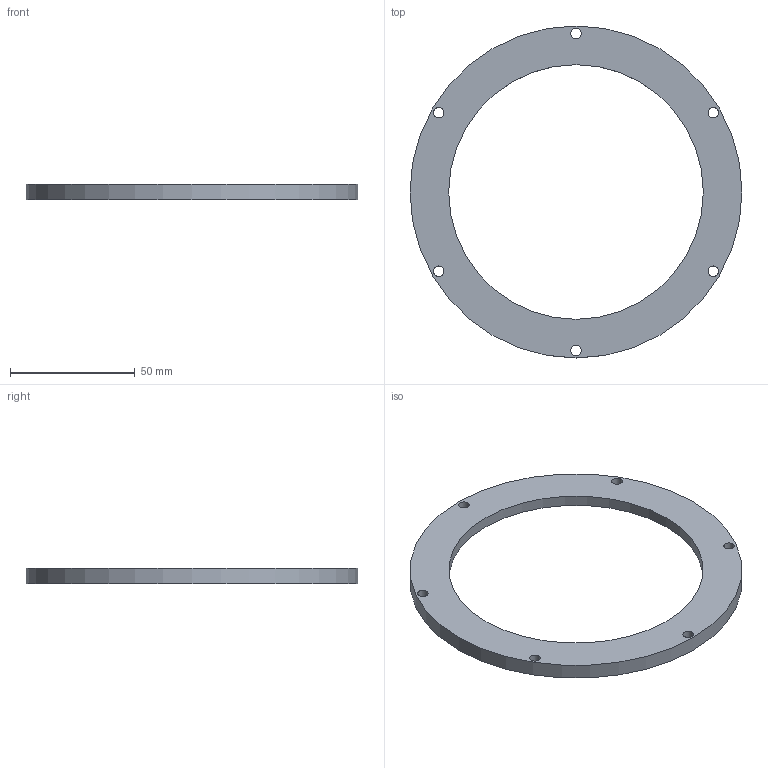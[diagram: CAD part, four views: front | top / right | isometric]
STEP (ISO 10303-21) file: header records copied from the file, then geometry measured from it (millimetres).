
FILE_DESCRIPTION(/* description */ (''),/* implementation_level */ '2;1');
FILE_NAME(/* name */ 'Coverplate.step',/* time_stamp */ '2024-09-26T14:40:12+02:00',/* author */ (''),/* organization */ (''),/* preprocessor_version */ 'ST-DEVELOPER v20',/* originating_system */ 'Autodesk Translation Framework v13.14.0.145',/* authorisation */ '');
FILE_SCHEMA (('AUTOMOTIVE_DESIGN { 1 0 10303 214 3 1 1 }'));
Length unit declared in the file: millimetre
Products named in the file (3): Samenstelling; Rotatieschijf; 5/31/24_3:28_PM
Assembly tree (2 placements, depth 2):
  Samenstelling
    Rotatieschijf
    5/31/24_3:28_PM
Bounding box: 133 x 133 x 6.25 mm (x, y, z)
Volume: 26088.5 mm3; surface area: 17184.5 mm2
Topology: 1 solids, 1 shells, 14 faces, 30 edges, 20 vertices
Faces by surface type: cylinder 9, plane 4, torus 1
Full cylindrical faces by diameter (mm): 4.2 x6, 102 x1, 121 x1, 133 x1
Entity records: 503 total; most frequent: DIRECTION 89, CARTESIAN_POINT 69, ORIENTED_EDGE 60, AXIS2_PLACEMENT_3D 40, EDGE_LOOP 30, EDGE_CURVE 30, CIRCLE 21, VERTEX_POINT 20
